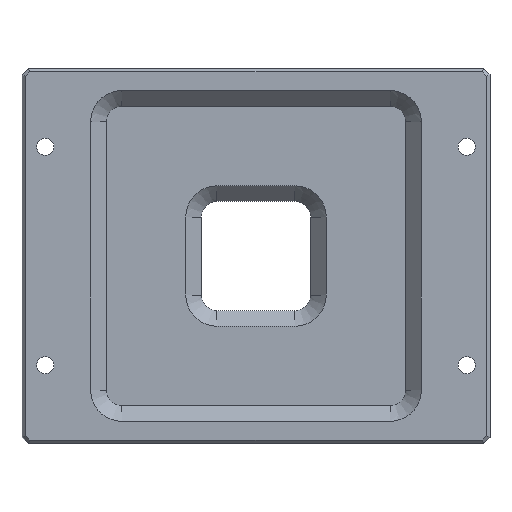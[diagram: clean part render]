
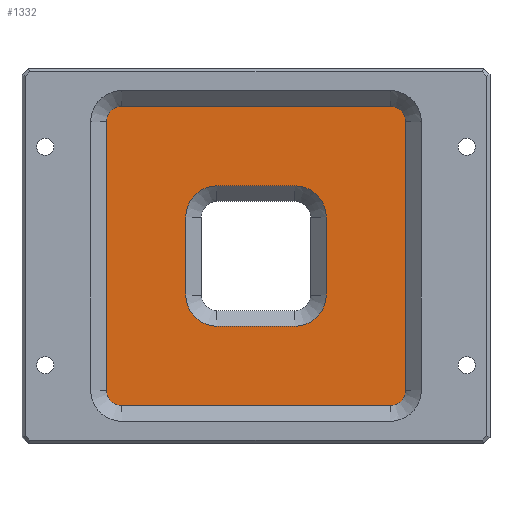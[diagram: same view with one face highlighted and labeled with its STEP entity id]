
A CAD part, top view. The second image highlights one B-rep face of the part: STEP entity #1332.
In plain terms, the highlighted planar face has unit normal (0, 0, 1).
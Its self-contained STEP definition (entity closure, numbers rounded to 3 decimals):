
#137=FACE_BOUND('',#329,.T.);
#174=PLANE('',#1470);
#239=FACE_OUTER_BOUND('',#328,.T.);
#328=EDGE_LOOP('',(#1170,#1171,#1172,#1173,#1174,#1175,#1176,#1177));
#329=EDGE_LOOP('',(#1178,#1179,#1180,#1181,#1182,#1183,#1184,#1185));
#429=LINE('',#2150,#553);
#433=LINE('',#2162,#557);
#437=LINE('',#2174,#561);
#441=LINE('',#2186,#565);
#447=LINE('',#2204,#571);
#448=LINE('',#2208,#572);
#449=LINE('',#2212,#573);
#450=LINE('',#2215,#574);
#553=VECTOR('',#1746,10.);
#557=VECTOR('',#1758,10.);
#561=VECTOR('',#1770,10.);
#565=VECTOR('',#1782,10.);
#571=VECTOR('',#1806,10.);
#572=VECTOR('',#1809,10.);
#573=VECTOR('',#1812,10.);
#574=VECTOR('',#1815,10.);
#631=CIRCLE('',#1453,10.);
#633=CIRCLE('',#1457,10.);
#635=CIRCLE('',#1461,10.);
#637=CIRCLE('',#1465,10.);
#638=CIRCLE('',#1471,5.);
#639=CIRCLE('',#1472,5.);
#640=CIRCLE('',#1473,5.);
#641=CIRCLE('',#1474,5.);
#718=VERTEX_POINT('',#2143);
#721=VERTEX_POINT('',#2148);
#722=VERTEX_POINT('',#2152);
#724=VERTEX_POINT('',#2158);
#726=VERTEX_POINT('',#2164);
#728=VERTEX_POINT('',#2170);
#730=VERTEX_POINT('',#2176);
#732=VERTEX_POINT('',#2182);
#734=VERTEX_POINT('',#2200);
#735=VERTEX_POINT('',#2201);
#736=VERTEX_POINT('',#2203);
#737=VERTEX_POINT('',#2205);
#738=VERTEX_POINT('',#2207);
#739=VERTEX_POINT('',#2209);
#740=VERTEX_POINT('',#2211);
#741=VERTEX_POINT('',#2213);
#861=EDGE_CURVE('',#721,#718,#429,.T.);
#864=EDGE_CURVE('',#718,#722,#631,.T.);
#867=EDGE_CURVE('',#722,#724,#433,.T.);
#870=EDGE_CURVE('',#724,#726,#633,.T.);
#873=EDGE_CURVE('',#726,#728,#437,.T.);
#876=EDGE_CURVE('',#728,#730,#635,.T.);
#879=EDGE_CURVE('',#730,#732,#441,.T.);
#881=EDGE_CURVE('',#732,#721,#637,.T.);
#887=EDGE_CURVE('',#734,#735,#638,.T.);
#888=EDGE_CURVE('',#736,#735,#447,.T.);
#889=EDGE_CURVE('',#736,#737,#639,.T.);
#890=EDGE_CURVE('',#738,#737,#448,.T.);
#891=EDGE_CURVE('',#738,#739,#640,.T.);
#892=EDGE_CURVE('',#740,#739,#449,.T.);
#893=EDGE_CURVE('',#740,#741,#641,.T.);
#894=EDGE_CURVE('',#734,#741,#450,.T.);
#1170=ORIENTED_EDGE('',*,*,#887,.T.);
#1171=ORIENTED_EDGE('',*,*,#888,.F.);
#1172=ORIENTED_EDGE('',*,*,#889,.T.);
#1173=ORIENTED_EDGE('',*,*,#890,.F.);
#1174=ORIENTED_EDGE('',*,*,#891,.T.);
#1175=ORIENTED_EDGE('',*,*,#892,.F.);
#1176=ORIENTED_EDGE('',*,*,#893,.T.);
#1177=ORIENTED_EDGE('',*,*,#894,.F.);
#1178=ORIENTED_EDGE('',*,*,#861,.F.);
#1179=ORIENTED_EDGE('',*,*,#881,.F.);
#1180=ORIENTED_EDGE('',*,*,#879,.F.);
#1181=ORIENTED_EDGE('',*,*,#876,.F.);
#1182=ORIENTED_EDGE('',*,*,#873,.F.);
#1183=ORIENTED_EDGE('',*,*,#870,.F.);
#1184=ORIENTED_EDGE('',*,*,#867,.F.);
#1185=ORIENTED_EDGE('',*,*,#864,.F.);
#1332=ADVANCED_FACE('',(#239,#137),#174,.F.);
#1453=AXIS2_PLACEMENT_3D('',#2156,#1752,#1753);
#1457=AXIS2_PLACEMENT_3D('',#2168,#1764,#1765);
#1461=AXIS2_PLACEMENT_3D('',#2180,#1776,#1777);
#1465=AXIS2_PLACEMENT_3D('',#2189,#1787,#1788);
#1470=AXIS2_PLACEMENT_3D('',#2199,#1802,#1803);
#1471=AXIS2_PLACEMENT_3D('',#2202,#1804,#1805);
#1472=AXIS2_PLACEMENT_3D('',#2206,#1807,#1808);
#1473=AXIS2_PLACEMENT_3D('',#2210,#1810,#1811);
#1474=AXIS2_PLACEMENT_3D('',#2214,#1813,#1814);
#1746=DIRECTION('',(-1.,0.,0.));
#1752=DIRECTION('center_axis',(0.,0.,1.));
#1753=DIRECTION('ref_axis',(-0.707,0.707,0.));
#1758=DIRECTION('',(0.,-1.,0.));
#1764=DIRECTION('center_axis',(0.,0.,1.));
#1765=DIRECTION('ref_axis',(-0.707,-0.707,0.));
#1770=DIRECTION('',(1.,0.,0.));
#1776=DIRECTION('center_axis',(0.,0.,1.));
#1777=DIRECTION('ref_axis',(0.707,-0.707,0.));
#1782=DIRECTION('',(0.,1.,0.));
#1787=DIRECTION('center_axis',(0.,0.,1.));
#1788=DIRECTION('ref_axis',(0.707,0.707,0.));
#1802=DIRECTION('center_axis',(0.,0.,-1.));
#1803=DIRECTION('ref_axis',(-1.,0.,0.));
#1804=DIRECTION('center_axis',(0.,0.,1.));
#1805=DIRECTION('ref_axis',(-0.707,0.707,0.));
#1806=DIRECTION('',(0.,1.,0.));
#1807=DIRECTION('center_axis',(0.,0.,1.));
#1808=DIRECTION('ref_axis',(-0.707,-0.707,0.));
#1809=DIRECTION('',(-1.,0.,0.));
#1810=DIRECTION('center_axis',(0.,0.,1.));
#1811=DIRECTION('ref_axis',(0.707,-0.707,0.));
#1812=DIRECTION('',(0.,-1.,0.));
#1813=DIRECTION('center_axis',(0.,0.,1.));
#1814=DIRECTION('ref_axis',(0.707,0.707,0.));
#1815=DIRECTION('',(1.,0.,0.));
#2143=CARTESIAN_POINT('',(-12.5,22.5,7.));
#2148=CARTESIAN_POINT('',(12.5,22.5,7.));
#2150=CARTESIAN_POINT('',(8.75,22.5,7.));
#2152=CARTESIAN_POINT('',(-22.5,12.5,7.));
#2156=CARTESIAN_POINT('Origin',(-12.5,12.5,7.));
#2158=CARTESIAN_POINT('',(-22.5,-12.5,7.));
#2162=CARTESIAN_POINT('',(-22.5,8.75,7.));
#2164=CARTESIAN_POINT('',(-12.5,-22.5,7.));
#2168=CARTESIAN_POINT('Origin',(-12.5,-12.5,7.));
#2170=CARTESIAN_POINT('',(12.5,-22.5,7.));
#2174=CARTESIAN_POINT('',(-8.75,-22.5,7.));
#2176=CARTESIAN_POINT('',(22.5,-12.5,7.));
#2180=CARTESIAN_POINT('Origin',(12.5,-12.5,7.));
#2182=CARTESIAN_POINT('',(22.5,12.5,7.));
#2186=CARTESIAN_POINT('',(22.5,-8.75,7.));
#2189=CARTESIAN_POINT('Origin',(12.5,12.5,7.));
#2199=CARTESIAN_POINT('Origin',(0.,0.,
7.));
#2200=CARTESIAN_POINT('',(-43.,48.,7.));
#2201=CARTESIAN_POINT('',(-48.,43.,7.));
#2202=CARTESIAN_POINT('Origin',(-43.,43.,7.));
#2203=CARTESIAN_POINT('',(-48.,-43.,7.));
#2204=CARTESIAN_POINT('',(-48.,48.,7.));
#2205=CARTESIAN_POINT('',(-43.,-48.,7.));
#2206=CARTESIAN_POINT('Origin',(-43.,-43.,7.));
#2207=CARTESIAN_POINT('',(43.,-48.,7.));
#2208=CARTESIAN_POINT('',(-48.,-48.,7.));
#2209=CARTESIAN_POINT('',(48.,-43.,7.));
#2210=CARTESIAN_POINT('Origin',(43.,-43.,7.));
#2211=CARTESIAN_POINT('',(48.,43.,7.));
#2212=CARTESIAN_POINT('',(48.,-48.,7.));
#2213=CARTESIAN_POINT('',(43.,48.,7.));
#2214=CARTESIAN_POINT('Origin',(43.,43.,7.));
#2215=CARTESIAN_POINT('',(48.,48.,7.));
